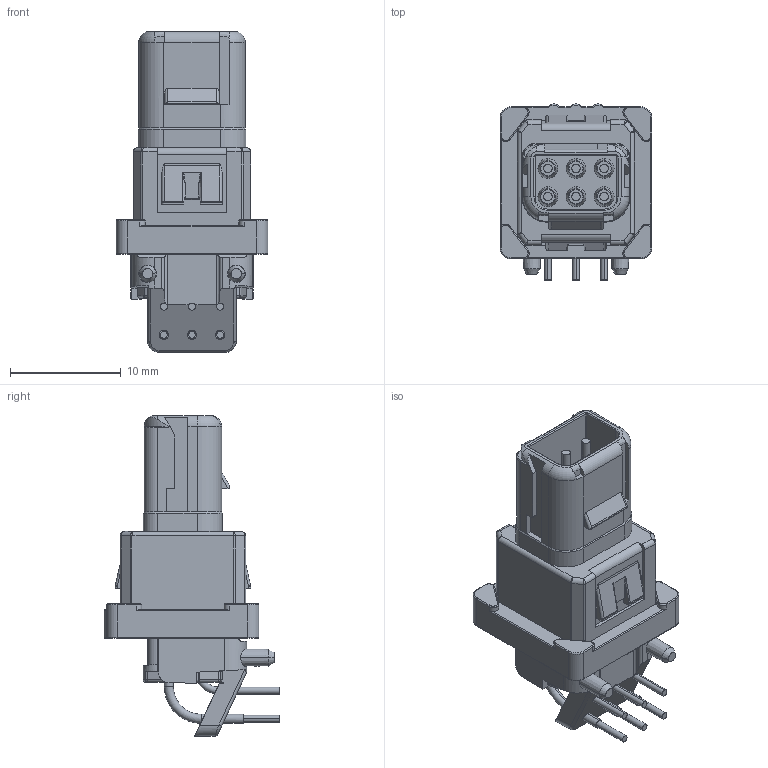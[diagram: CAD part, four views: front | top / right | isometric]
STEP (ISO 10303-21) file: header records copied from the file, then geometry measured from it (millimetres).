
FILE_DESCRIPTION((''),'2;1');
FILE_NAME('C-YD369-B66-AP400000','2017-03-28T',('workeradm'),('Tyco Electronics Ltd.'),'CREO PARAMETRIC BY PTC INC, 2016050','CREO PARAMETRIC BY PTC INC, 2016050','');
FILE_SCHEMA(('AUTOMOTIVE_DESIGN { 1 0 10303 214 1 1 1 1 }'));
Length unit declared in the file: millimetre
Products named in the file (1): C-YD369-B66-AP400000
Bounding box: 13.7 x 15.88 x 28.97 mm (x, y, z)
Volume: 2242.3 mm3; surface area: 1777.7 mm2
Topology: 1 solids, 1 shells, 552 faces, 1387 edges, 857 vertices
Faces by surface type: cylinder 211, plane 205, torus 82, cone 24, bspline 22, sphere 8
Entity records: 30578 total; most frequent: CARTESIAN_POINT 13055, ORIENTED_EDGE 2774, DIRECTION 2769, PRESENTATION_STYLE_ASSIGNMENT 1388, STYLED_ITEM 1388, CURVE_STYLE 1387, EDGE_CURVE 1387, AXIS2_PLACEMENT_3D 1030
